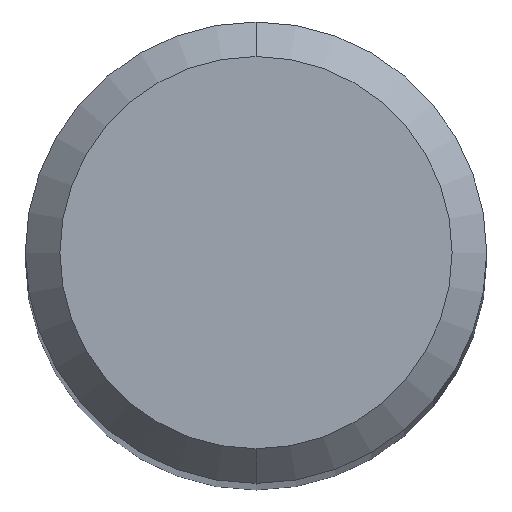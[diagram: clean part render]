
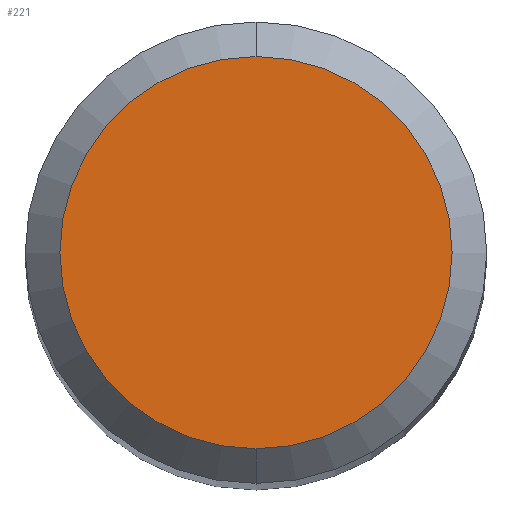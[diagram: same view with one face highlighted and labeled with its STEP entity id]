
A CAD part, top view. The second image highlights one B-rep face of the part: STEP entity #221.
In plain terms, the highlighted planar face has unit normal (0, 0, 1).
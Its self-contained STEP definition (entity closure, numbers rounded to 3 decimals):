
#215=VERTEX_POINT('',#533);
#221=ADVANCED_FACE('',(#540),#541,.T.);
#257=EDGE_CURVE('',#215,#283,#581,.T.);
#283=VERTEX_POINT('',#608);
#349=EDGE_CURVE('',#283,#215,#681,.T.);
#533=CARTESIAN_POINT('',(0.0,1.7,0.0));
#540=FACE_OUTER_BOUND('',#938,.T.);
#541=PLANE('',#939);
#581=CIRCLE('',#991,1.7);
#608=CARTESIAN_POINT('',(0.,-1.7,0.0));
#681=CIRCLE('',#1219,1.7);
#938=EDGE_LOOP('',(#1530,#1531));
#939=AXIS2_PLACEMENT_3D('',#1532,#1533,#1534);
#991=AXIS2_PLACEMENT_3D('',#1582,#1583,#1584);
#1219=AXIS2_PLACEMENT_3D('',#1668,#1669,#1670);
#1530=ORIENTED_EDGE('',*,*,#257,.F.);
#1531=ORIENTED_EDGE('',*,*,#349,.F.);
#1532=CARTESIAN_POINT('',(0.0,0.85,0.0));
#1533=DIRECTION('',(-0.0,0.0,1.0));
#1534=DIRECTION('',(0.0,-1.0,0.0));
#1582=CARTESIAN_POINT('',(0.0,0.0,0.0));
#1583=DIRECTION('',(0.0,0.0,-1.0));
#1584=DIRECTION('',(0.0,1.0,0.0));
#1668=CARTESIAN_POINT('',(0.0,0.0,0.0));
#1669=DIRECTION('',(0.0,0.0,-1.0));
#1670=DIRECTION('',(0.0,1.0,0.0));
